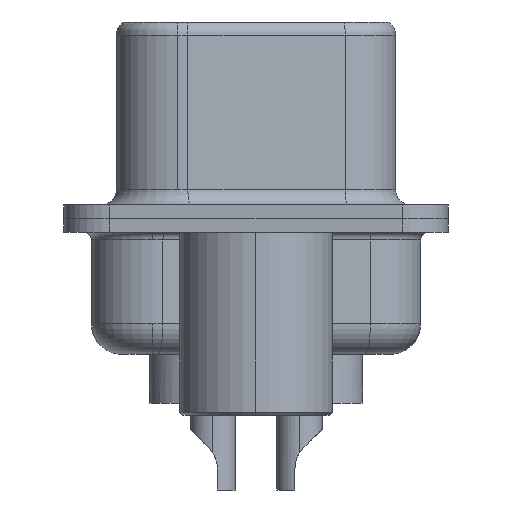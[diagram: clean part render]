
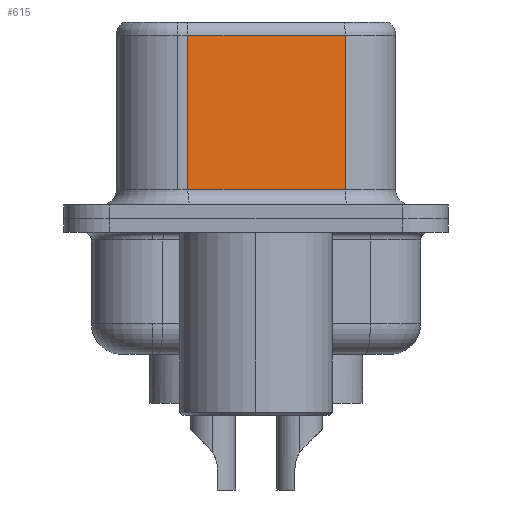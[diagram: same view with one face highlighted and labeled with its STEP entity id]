
A CAD part, left-side view. The second image highlights one B-rep face of the part: STEP entity #615.
In plain terms, the highlighted planar face has unit normal (-0.985, -0.174, 0).
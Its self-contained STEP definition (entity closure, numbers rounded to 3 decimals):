
#343 = CARTESIAN_POINT ( 'NONE',  ( 4.575, -2.927, 6.52 ) ) ;
#615 = ADVANCED_FACE ( 'NONE', ( #14579 ), #11150, .F. ) ;
#1488 = LINE ( 'NONE', #11994, #8178 ) ;
#2077 = DIRECTION ( 'NONE',  ( 0.985, 0.174, 0. ) ) ;
#2270 = CARTESIAN_POINT ( 'NONE',  ( 3.665, 2.233, 0.95 ) ) ;
#2443 = VERTEX_POINT ( 'NONE', #2270 ) ;
#2944 = CARTESIAN_POINT ( 'NONE',  ( 4.575, -2.927, 6.02 ) ) ;
#3041 = DIRECTION ( 'NONE',  ( -0.174, 0.985, 0. ) ) ;
#3128 = DIRECTION ( 'NONE',  ( 0., 0., -1. ) ) ;
#3850 = DIRECTION ( 'NONE',  ( 0., 0., -1. ) ) ;
#4424 = ORIENTED_EDGE ( 'NONE', *, *, #8575, .T. ) ;
#5117 = LINE ( 'NONE', #11646, #5832 ) ;
#5832 = VECTOR ( 'NONE', #3850, 1000. ) ;
#6079 = VERTEX_POINT ( 'NONE', #2944 ) ;
#6548 = EDGE_CURVE ( 'NONE', #2443, #7120, #1488, .T. ) ;
#6658 = DIRECTION ( 'NONE',  ( 0.174, -0.985, 0. ) ) ;
#7120 = VERTEX_POINT ( 'NONE', #12369 ) ;
#7410 = VECTOR ( 'NONE', #3128, 1000. ) ;
#8018 = ORIENTED_EDGE ( 'NONE', *, *, #6548, .T. ) ;
#8178 = VECTOR ( 'NONE', #6658, 1000. ) ;
#8225 = LINE ( 'NONE', #343, #7410 ) ;
#8575 = EDGE_CURVE ( 'NONE', #6079, #16422, #15689, .T. ) ;
#9238 = CARTESIAN_POINT ( 'NONE',  ( 4.575, -2.927, 6.02 ) ) ;
#9324 = DIRECTION ( 'NONE',  ( -0.174, 0.985, 0. ) ) ;
#9676 = CARTESIAN_POINT ( 'NONE',  ( 3.665, 2.233, 6.02 ) ) ;
#10688 = EDGE_CURVE ( 'NONE', #6079, #7120, #8225, .T. ) ;
#11150 = PLANE ( 'NONE',  #16503 ) ;
#11646 = CARTESIAN_POINT ( 'NONE',  ( 3.665, 2.233, 6.52 ) ) ;
#11717 = VECTOR ( 'NONE', #9324, 1000. ) ;
#11994 = CARTESIAN_POINT ( 'NONE',  ( 4.575, -2.927, 0.95 ) ) ;
#12107 = EDGE_CURVE ( 'NONE', #16422, #2443, #5117, .T. ) ;
#12369 = CARTESIAN_POINT ( 'NONE',  ( 4.575, -2.927, 0.95 ) ) ;
#13563 = ORIENTED_EDGE ( 'NONE', *, *, #12107, .T. ) ;
#13780 = CARTESIAN_POINT ( 'NONE',  ( 4.575, -2.927, 6.52 ) ) ;
#14579 = FACE_OUTER_BOUND ( 'NONE', #15624, .T. ) ;
#15236 = ORIENTED_EDGE ( 'NONE', *, *, #10688, .F. ) ;
#15624 = EDGE_LOOP ( 'NONE', ( #15236, #4424, #13563, #8018 ) ) ;
#15689 = LINE ( 'NONE', #9238, #11717 ) ;
#16422 = VERTEX_POINT ( 'NONE', #9676 ) ;
#16503 = AXIS2_PLACEMENT_3D ( 'NONE', #13780, #2077, #3041 ) ;
